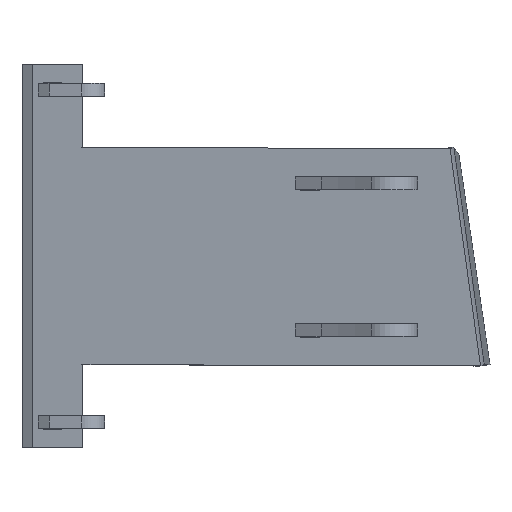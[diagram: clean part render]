
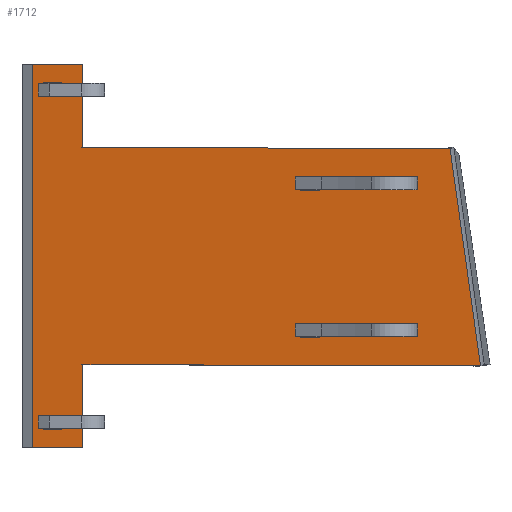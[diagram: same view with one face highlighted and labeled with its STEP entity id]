
A CAD part, top view. The second image highlights one B-rep face of the part: STEP entity #1712.
In plain terms, the highlighted planar face has unit normal (0.852, 0, 0.523).
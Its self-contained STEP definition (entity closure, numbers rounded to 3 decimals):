
#87=FACE_BOUND('',#249,.T.);
#88=FACE_BOUND('',#250,.T.);
#89=FACE_BOUND('',#251,.T.);
#90=FACE_BOUND('',#252,.T.);
#156=FACE_OUTER_BOUND('',#248,.T.);
#248=EDGE_LOOP('',(#1239,#1240,#1241,#1242,#1243,#1244,#1245,#1246));
#249=EDGE_LOOP('',(#1247,#1248,#1249,#1250));
#250=EDGE_LOOP('',(#1251,#1252,#1253,#1254));
#251=EDGE_LOOP('',(#1255,#1256,#1257,#1258));
#252=EDGE_LOOP('',(#1259,#1260,#1261,#1262));
#333=LINE('',#2499,#533);
#336=LINE('',#2505,#536);
#339=LINE('',#2511,#539);
#342=LINE('',#2515,#542);
#345=LINE('',#2523,#545);
#348=LINE('',#2529,#548);
#351=LINE('',#2535,#551);
#354=LINE('',#2539,#554);
#357=LINE('',#2547,#557);
#361=LINE('',#2554,#561);
#364=LINE('',#2560,#564);
#366=LINE('',#2563,#566);
#369=LINE('',#2571,#569);
#373=LINE('',#2578,#573);
#376=LINE('',#2584,#576);
#378=LINE('',#2587,#578);
#395=LINE('',#2682,#595);
#397=LINE('',#2687,#597);
#398=LINE('',#2689,#598);
#399=LINE('',#2691,#599);
#400=LINE('',#2693,#600);
#401=LINE('',#2695,#601);
#402=LINE('',#2697,#602);
#403=LINE('',#2698,#603);
#533=VECTOR('',#2024,10.);
#536=VECTOR('',#2029,10.);
#539=VECTOR('',#2034,10.);
#542=VECTOR('',#2039,10.);
#545=VECTOR('',#2044,10.);
#548=VECTOR('',#2049,10.);
#551=VECTOR('',#2054,10.);
#554=VECTOR('',#2059,10.);
#557=VECTOR('',#2064,10.);
#561=VECTOR('',#2070,10.);
#564=VECTOR('',#2075,10.);
#566=VECTOR('',#2079,10.);
#569=VECTOR('',#2084,10.);
#573=VECTOR('',#2090,10.);
#576=VECTOR('',#2095,10.);
#578=VECTOR('',#2099,10.);
#595=VECTOR('',#2128,10.);
#597=VECTOR('',#2134,10.);
#598=VECTOR('',#2135,10.);
#599=VECTOR('',#2136,10.);
#600=VECTOR('',#2137,10.);
#601=VECTOR('',#2138,10.);
#602=VECTOR('',#2139,10.);
#603=VECTOR('',#2140,10.);
#733=VERTEX_POINT('',#2496);
#734=VERTEX_POINT('',#2498);
#736=VERTEX_POINT('',#2504);
#738=VERTEX_POINT('',#2510);
#741=VERTEX_POINT('',#2520);
#742=VERTEX_POINT('',#2522);
#744=VERTEX_POINT('',#2528);
#746=VERTEX_POINT('',#2534);
#749=VERTEX_POINT('',#2544);
#750=VERTEX_POINT('',#2546);
#752=VERTEX_POINT('',#2552);
#754=VERTEX_POINT('',#2558);
#757=VERTEX_POINT('',#2568);
#758=VERTEX_POINT('',#2570);
#760=VERTEX_POINT('',#2576);
#762=VERTEX_POINT('',#2582);
#773=VERTEX_POINT('',#2639);
#776=VERTEX_POINT('',#2668);
#779=VERTEX_POINT('',#2686);
#780=VERTEX_POINT('',#2688);
#781=VERTEX_POINT('',#2690);
#782=VERTEX_POINT('',#2692);
#783=VERTEX_POINT('',#2694);
#784=VERTEX_POINT('',#2696);
#893=EDGE_CURVE('',#734,#733,#333,.T.);
#896=EDGE_CURVE('',#736,#734,#336,.T.);
#899=EDGE_CURVE('',#738,#736,#339,.T.);
#902=EDGE_CURVE('',#733,#738,#342,.T.);
#905=EDGE_CURVE('',#742,#741,#345,.T.);
#908=EDGE_CURVE('',#744,#742,#348,.T.);
#911=EDGE_CURVE('',#746,#744,#351,.T.);
#914=EDGE_CURVE('',#741,#746,#354,.T.);
#917=EDGE_CURVE('',#750,#749,#357,.T.);
#921=EDGE_CURVE('',#749,#752,#361,.T.);
#924=EDGE_CURVE('',#752,#754,#364,.T.);
#926=EDGE_CURVE('',#754,#750,#366,.T.);
#929=EDGE_CURVE('',#758,#757,#369,.T.);
#933=EDGE_CURVE('',#757,#760,#373,.T.);
#936=EDGE_CURVE('',#760,#762,#376,.T.);
#938=EDGE_CURVE('',#762,#758,#378,.T.);
#961=EDGE_CURVE('',#773,#776,#395,.T.);
#963=EDGE_CURVE('',#779,#776,#397,.T.);
#964=EDGE_CURVE('',#780,#779,#398,.T.);
#965=EDGE_CURVE('',#781,#780,#399,.T.);
#966=EDGE_CURVE('',#782,#781,#400,.T.);
#967=EDGE_CURVE('',#783,#782,#401,.T.);
#968=EDGE_CURVE('',#784,#783,#402,.T.);
#969=EDGE_CURVE('',#773,#784,#403,.T.);
#1239=ORIENTED_EDGE('',*,*,#961,.T.);
#1240=ORIENTED_EDGE('',*,*,#963,.F.);
#1241=ORIENTED_EDGE('',*,*,#964,.F.);
#1242=ORIENTED_EDGE('',*,*,#965,.F.);
#1243=ORIENTED_EDGE('',*,*,#966,.F.);
#1244=ORIENTED_EDGE('',*,*,#967,.F.);
#1245=ORIENTED_EDGE('',*,*,#968,.F.);
#1246=ORIENTED_EDGE('',*,*,#969,.F.);
#1247=ORIENTED_EDGE('',*,*,#893,.T.);
#1248=ORIENTED_EDGE('',*,*,#902,.T.);
#1249=ORIENTED_EDGE('',*,*,#899,.T.);
#1250=ORIENTED_EDGE('',*,*,#896,.T.);
#1251=ORIENTED_EDGE('',*,*,#905,.T.);
#1252=ORIENTED_EDGE('',*,*,#914,.T.);
#1253=ORIENTED_EDGE('',*,*,#911,.T.);
#1254=ORIENTED_EDGE('',*,*,#908,.T.);
#1255=ORIENTED_EDGE('',*,*,#917,.T.);
#1256=ORIENTED_EDGE('',*,*,#921,.T.);
#1257=ORIENTED_EDGE('',*,*,#924,.T.);
#1258=ORIENTED_EDGE('',*,*,#926,.T.);
#1259=ORIENTED_EDGE('',*,*,#929,.T.);
#1260=ORIENTED_EDGE('',*,*,#933,.T.);
#1261=ORIENTED_EDGE('',*,*,#936,.T.);
#1262=ORIENTED_EDGE('',*,*,#938,.T.);
#1638=PLANE('',#1904);
#1712=ADVANCED_FACE('',(#156,#87,#88,#89,#90),#1638,.T.);
#1904=AXIS2_PLACEMENT_3D('',#2685,#2132,#2133);
#2024=DIRECTION('',(0.,-1.,0.));
#2029=DIRECTION('',(0.523,0.,-0.852));
#2034=DIRECTION('',(0.,1.,0.));
#2039=DIRECTION('',(-0.523,0.,0.852));
#2044=DIRECTION('',(0.,-1.,0.));
#2049=DIRECTION('',(0.523,0.,-0.852));
#2054=DIRECTION('',(0.,1.,0.));
#2059=DIRECTION('',(-0.523,0.,0.852));
#2064=DIRECTION('',(0.,-1.,0.));
#2070=DIRECTION('',(-0.523,0.,0.852));
#2075=DIRECTION('',(0.,1.,0.));
#2079=DIRECTION('',(0.523,0.,-0.852));
#2084=DIRECTION('',(0.,-1.,0.));
#2090=DIRECTION('',(-0.523,0.,0.852));
#2095=DIRECTION('',(0.,1.,0.));
#2099=DIRECTION('',(0.523,0.,-0.852));
#2128=DIRECTION('',(-0.135,0.966,0.221));
#2132=DIRECTION('center_axis',(0.852,0.,0.523));
#2133=DIRECTION('ref_axis',(0.523,0.,-0.852));
#2134=DIRECTION('',(0.523,0.,-0.852));
#2135=DIRECTION('',(0.,-1.,0.));
#2136=DIRECTION('',(0.523,0.,-0.852));
#2137=DIRECTION('',(0.,1.,0.));
#2138=DIRECTION('',(-0.523,0.,0.852));
#2139=DIRECTION('',(0.,-1.,0.));
#2140=DIRECTION('',(-0.523,0.,0.852));
#2496=CARTESIAN_POINT('',(-82.546,24.9,238.639));
#2498=CARTESIAN_POINT('',(-82.546,27.1,238.639));
#2499=CARTESIAN_POINT('',(-82.546,13.347,238.639));
#2504=CARTESIAN_POINT('',(-85.265,27.1,243.071));
#2505=CARTESIAN_POINT('',(-71.163,27.1,220.083));
#2510=CARTESIAN_POINT('',(-85.265,24.9,243.071));
#2511=CARTESIAN_POINT('',(-85.265,12.247,243.071));
#2515=CARTESIAN_POINT('',(-69.803,24.9,217.866));
#2520=CARTESIAN_POINT('',(-42.288,10.4,173.012));
#2522=CARTESIAN_POINT('',(-42.288,12.6,173.012));
#2523=CARTESIAN_POINT('',(-42.288,6.097,173.012));
#2528=CARTESIAN_POINT('',(-45.007,12.6,177.445));
#2529=CARTESIAN_POINT('',(-51.034,12.6,187.269));
#2534=CARTESIAN_POINT('',(-45.007,10.4,177.445));
#2535=CARTESIAN_POINT('',(-45.007,4.997,177.445));
#2539=CARTESIAN_POINT('',(-49.674,10.4,185.053));
#2544=CARTESIAN_POINT('',(-82.546,-27.1,238.639));
#2546=CARTESIAN_POINT('',(-82.546,-24.9,238.639));
#2547=CARTESIAN_POINT('',(-82.546,-13.753,238.639));
#2552=CARTESIAN_POINT('',(-85.265,-27.1,243.071));
#2554=CARTESIAN_POINT('',(-71.163,-27.1,220.083));
#2558=CARTESIAN_POINT('',(-85.265,-24.9,243.071));
#2560=CARTESIAN_POINT('',(-85.265,-12.653,243.071));
#2563=CARTESIAN_POINT('',(-69.803,-24.9,217.866));
#2568=CARTESIAN_POINT('',(-42.288,-12.6,173.012));
#2570=CARTESIAN_POINT('',(-42.288,-10.4,173.012));
#2571=CARTESIAN_POINT('',(-42.288,-6.503,173.012));
#2576=CARTESIAN_POINT('',(-45.007,-12.6,177.445));
#2578=CARTESIAN_POINT('',(-51.034,-12.6,187.269));
#2582=CARTESIAN_POINT('',(-45.007,-10.4,177.445));
#2584=CARTESIAN_POINT('',(-45.007,-5.403,177.445));
#2587=CARTESIAN_POINT('',(-49.674,-10.4,185.053));
#2639=CARTESIAN_POINT('',(-17.014,-17.,131.813));
#2668=CARTESIAN_POINT('',(-21.778,17.,139.579));
#2682=CARTESIAN_POINT('',(-21.822,17.314,139.651));
#2685=CARTESIAN_POINT('Origin',(-57.06,-0.406,197.094));
#2686=CARTESIAN_POINT('',(-79.239,17.,233.248));
#2687=CARTESIAN_POINT('',(-21.488,17.,139.106));
#2688=CARTESIAN_POINT('',(-79.239,30.,233.248));
#2689=CARTESIAN_POINT('',(-79.239,17.,233.248));
#2690=CARTESIAN_POINT('',(-87.083,30.,246.034));
#2691=CARTESIAN_POINT('',(-79.239,30.,233.248));
#2692=CARTESIAN_POINT('',(-87.083,-30.,246.034));
#2693=CARTESIAN_POINT('',(-87.083,30.,246.034));
#2694=CARTESIAN_POINT('',(-79.239,-30.,233.248));
#2695=CARTESIAN_POINT('',(-87.083,-30.,246.034));
#2696=CARTESIAN_POINT('',(-79.239,-17.,233.248));
#2697=CARTESIAN_POINT('',(-79.239,-30.,233.248));
#2698=CARTESIAN_POINT('',(-79.239,-17.,233.248));
